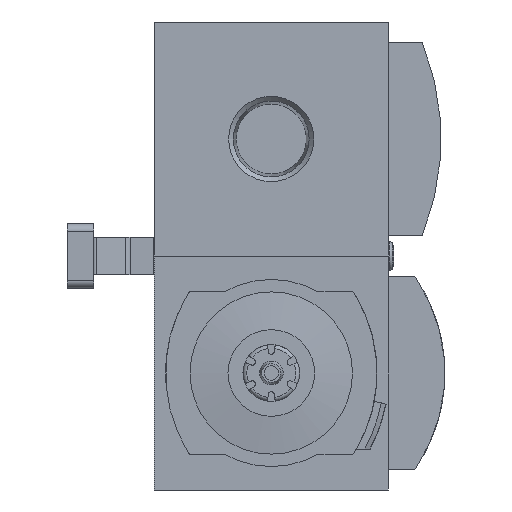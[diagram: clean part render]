
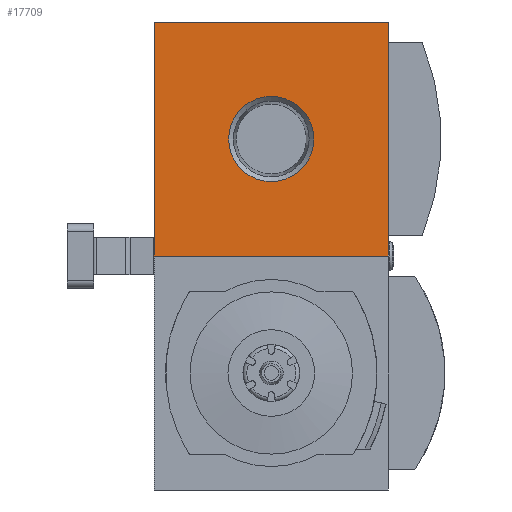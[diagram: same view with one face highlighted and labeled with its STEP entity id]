
A CAD part, front view. The second image highlights one B-rep face of the part: STEP entity #17709.
In plain terms, the highlighted planar face has unit normal (0, -1, 0).
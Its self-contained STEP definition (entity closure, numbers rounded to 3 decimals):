
#219=PLANE('',#18565);
#933=LINE('',#24395,#2370);
#941=LINE('',#24410,#2378);
#957=LINE('',#24440,#2394);
#997=LINE('',#24531,#2434);
#2370=VECTOR('',#20149,1000.);
#2378=VECTOR('',#20159,1000.);
#2394=VECTOR('',#20177,1000.);
#2434=VECTOR('',#20255,1000.);
#3611=CIRCLE('',#18566,11.288);
#4606=ORIENTED_EDGE('',*,*,#8400,.F.);
#4607=ORIENTED_EDGE('',*,*,#8316,.F.);
#4608=ORIENTED_EDGE('',*,*,#8308,.F.);
#4609=ORIENTED_EDGE('',*,*,#8332,.F.);
#4610=ORIENTED_EDGE('',*,*,#8381,.F.);
#8308=EDGE_CURVE('',#10231,#10232,#933,.T.);
#8316=EDGE_CURVE('',#10232,#10238,#941,.T.);
#8332=EDGE_CURVE('',#10250,#10231,#957,.T.);
#8381=EDGE_CURVE('',#10238,#10250,#997,.T.);
#8400=EDGE_CURVE('',#10292,#10292,#3611,.T.);
#10231=VERTEX_POINT('',#24394);
#10232=VERTEX_POINT('',#24396);
#10238=VERTEX_POINT('',#24411);
#10250=VERTEX_POINT('',#24439);
#10292=VERTEX_POINT('',#24570);
#11471=EDGE_LOOP('',(#4606));
#11472=EDGE_LOOP('',(#4607,#4608,#4609,#4610));
#12333=FACE_BOUND('',#11471,.T.);
#12334=FACE_BOUND('',#11472,.T.);
#17709=ADVANCED_FACE('',(#12333,#12334),#219,.F.);
#18565=AXIS2_PLACEMENT_3D('',#24568,#20297,#20298);
#18566=AXIS2_PLACEMENT_3D('',#24569,#20299,#20300);
#20149=DIRECTION('',(-1.,0.,0.));
#20159=DIRECTION('',(0.,0.,1.));
#20177=DIRECTION('',(0.,0.,-1.));
#20255=DIRECTION('',(1.,0.,0.));
#20297=DIRECTION('',(0.,1.,0.));
#20298=DIRECTION('',(0.,0.,1.));
#20299=DIRECTION('',(0.,-1.,0.));
#20300=DIRECTION('',(0.,0.,-1.));
#24394=CARTESIAN_POINT('',(31.,-45.,-31.));
#24395=CARTESIAN_POINT('',(31.,-45.,-31.));
#24396=CARTESIAN_POINT('',(-31.,-45.,-31.));
#24410=CARTESIAN_POINT('',(-31.,-45.,-31.));
#24411=CARTESIAN_POINT('',(-31.,-45.,31.));
#24439=CARTESIAN_POINT('',(31.,-45.,31.));
#24440=CARTESIAN_POINT('',(31.,-45.,31.));
#24531=CARTESIAN_POINT('',(-31.,-45.,31.));
#24568=CARTESIAN_POINT('',(0.,-45.,0.));
#24569=CARTESIAN_POINT('',(0.,-45.,0.));
#24570=CARTESIAN_POINT('',(0.,-45.,-11.288));
